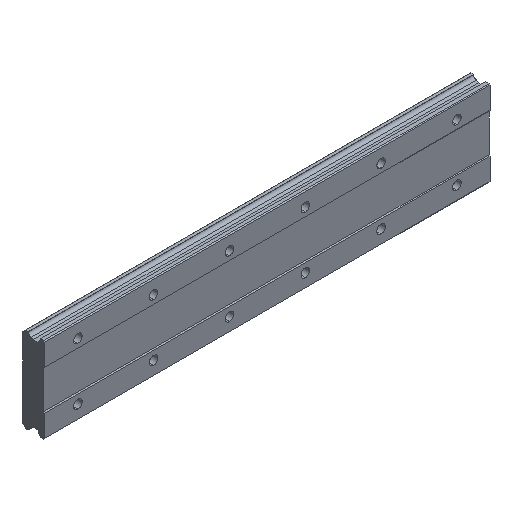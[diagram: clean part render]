
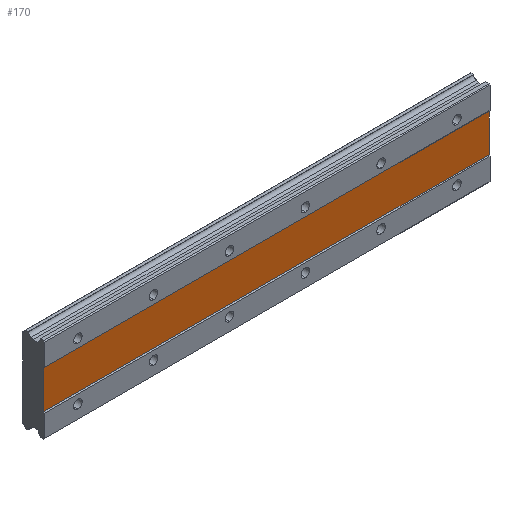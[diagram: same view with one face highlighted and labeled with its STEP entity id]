
A CAD part, isometric view. The second image highlights one B-rep face of the part: STEP entity #170.
In plain terms, the highlighted planar face has unit normal (0, -1, 0).
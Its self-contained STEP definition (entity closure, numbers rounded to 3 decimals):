
#51 = DIRECTION ( 'NONE',  ( 0., 0., -1. ) ) ;
#170 = ADVANCED_FACE ( 'NONE', ( #651 ), #1572, .F. ) ;
#193 = CARTESIAN_POINT ( 'NONE',  ( 435., 1., -20. ) ) ;
#194 = CARTESIAN_POINT ( 'NONE',  ( 435., 1., 20. ) ) ;
#203 = DIRECTION ( 'NONE',  ( -1., 0., 0. ) ) ;
#341 = EDGE_LOOP ( 'NONE', ( #2526, #1605, #2648, #2451 ) ) ;
#396 = CARTESIAN_POINT ( 'NONE',  ( 435., 1., 20. ) ) ;
#560 = CARTESIAN_POINT ( 'NONE',  ( -35., 1., -20. ) ) ;
#651 = FACE_OUTER_BOUND ( 'NONE', #341, .T. ) ;
#667 = LINE ( 'NONE', #2973, #2964 ) ;
#809 = LINE ( 'NONE', #1056, #1426 ) ;
#871 = DIRECTION ( 'NONE',  ( 1., 0., 0. ) ) ;
#901 = EDGE_CURVE ( 'NONE', #2051, #1524, #940, .T. ) ;
#940 = LINE ( 'NONE', #2085, #1334 ) ;
#1056 = CARTESIAN_POINT ( 'NONE',  ( 435., 1., 20. ) ) ;
#1099 = LINE ( 'NONE', #396, #2763 ) ;
#1109 = EDGE_CURVE ( 'NONE', #1855, #2339, #809, .T. ) ;
#1141 = DIRECTION ( 'NONE',  ( 0., 1., 0. ) ) ;
#1156 = EDGE_CURVE ( 'NONE', #1524, #1855, #1099, .T. ) ;
#1199 = DIRECTION ( 'NONE',  ( 0., 0., 1. ) ) ;
#1334 = VECTOR ( 'NONE', #1199, 1000. ) ;
#1426 = VECTOR ( 'NONE', #51, 1000. ) ;
#1521 = EDGE_CURVE ( 'NONE', #2339, #2051, #667, .T. ) ;
#1524 = VERTEX_POINT ( 'NONE', #1870 ) ;
#1572 = PLANE ( 'NONE',  #2779 ) ;
#1605 = ORIENTED_EDGE ( 'NONE', *, *, #1109, .F. ) ;
#1855 = VERTEX_POINT ( 'NONE', #2239 ) ;
#1870 = CARTESIAN_POINT ( 'NONE',  ( -35., 1., 20. ) ) ;
#2051 = VERTEX_POINT ( 'NONE', #560 ) ;
#2085 = CARTESIAN_POINT ( 'NONE',  ( -35., 1., 20. ) ) ;
#2239 = CARTESIAN_POINT ( 'NONE',  ( 435., 1., 20. ) ) ;
#2339 = VERTEX_POINT ( 'NONE', #193 ) ;
#2451 = ORIENTED_EDGE ( 'NONE', *, *, #901, .F. ) ;
#2507 = DIRECTION ( 'NONE',  ( 0., 0., 1. ) ) ;
#2526 = ORIENTED_EDGE ( 'NONE', *, *, #1521, .F. ) ;
#2648 = ORIENTED_EDGE ( 'NONE', *, *, #1156, .F. ) ;
#2763 = VECTOR ( 'NONE', #871, 1000. ) ;
#2779 = AXIS2_PLACEMENT_3D ( 'NONE', #194, #1141, #2507 ) ;
#2964 = VECTOR ( 'NONE', #203, 1000. ) ;
#2973 = CARTESIAN_POINT ( 'NONE',  ( 435., 1., -20. ) ) ;
